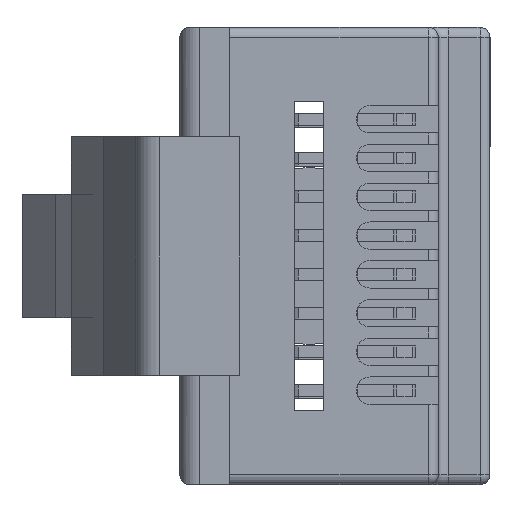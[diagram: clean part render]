
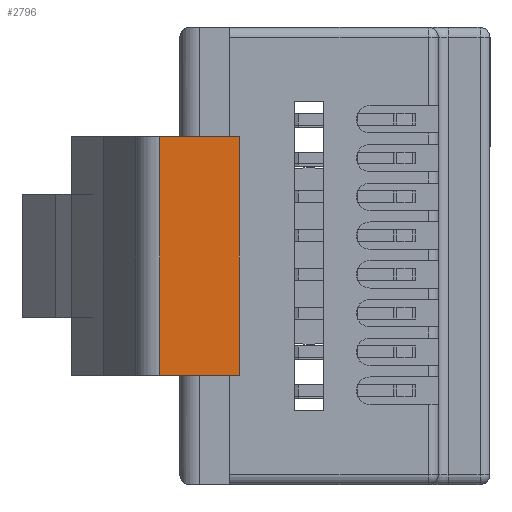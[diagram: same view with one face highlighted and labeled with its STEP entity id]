
A CAD part, left-side view. The second image highlights one B-rep face of the part: STEP entity #2796.
In plain terms, the highlighted face is planar.
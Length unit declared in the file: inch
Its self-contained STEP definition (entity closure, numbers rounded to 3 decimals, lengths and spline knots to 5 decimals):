
#37 = ORIENTED_EDGE ( 'NONE', *, *, #2672, .T. ) ;
#545 = LINE ( 'NONE', #2233, #6706 ) ;
#607 = DIRECTION ( 'NONE',  ( -1., 0., 0. ) ) ;
#960 = CARTESIAN_POINT ( 'NONE',  ( 0.12, 0.07, 0.885 ) ) ;
#1242 = CARTESIAN_POINT ( 'NONE',  ( -0.12, 0.15, 0.885 ) ) ;
#1288 = VERTEX_POINT ( 'NONE', #3832 ) ;
#1405 = VECTOR ( 'NONE', #607, 39.37008 ) ;
#1728 = ORIENTED_EDGE ( 'NONE', *, *, #6901, .F. ) ;
#2039 = CARTESIAN_POINT ( 'NONE',  ( -0.12, 0.15, 0.885 ) ) ;
#2077 = VERTEX_POINT ( 'NONE', #960 ) ;
#2233 = CARTESIAN_POINT ( 'NONE',  ( 0.12, 0.07, 0.885 ) ) ;
#2424 = CARTESIAN_POINT ( 'NONE',  ( -0.12, 0.175, 0.885 ) ) ;
#2672 = EDGE_CURVE ( 'NONE', #1288, #2938, #4580, .T. ) ;
#2796 = ADVANCED_FACE ( 'NONE', ( #7207 ), #4918, .F. ) ;
#2938 = VERTEX_POINT ( 'NONE', #1242 ) ;
#3043 = CARTESIAN_POINT ( 'NONE',  ( -0.12, 0.07, 0.885 ) ) ;
#3199 = VECTOR ( 'NONE', #3949, 39.37008 ) ;
#3252 = EDGE_CURVE ( 'NONE', #2938, #5830, #7465, .T. ) ;
#3307 = ORIENTED_EDGE ( 'NONE', *, *, #3252, .T. ) ;
#3399 = LINE ( 'NONE', #6937, #3199 ) ;
#3506 = EDGE_LOOP ( 'NONE', ( #4892, #37, #3307, #1728 ) ) ;
#3700 = AXIS2_PLACEMENT_3D ( 'NONE', #5141, #4817, #4791 ) ;
#3832 = CARTESIAN_POINT ( 'NONE',  ( 0.12, 0.15, 0.885 ) ) ;
#3949 = DIRECTION ( 'NONE',  ( 0., -1., 0. ) ) ;
#4188 = DIRECTION ( 'NONE',  ( 0., -1., 0. ) ) ;
#4281 = VECTOR ( 'NONE', #4188, 39.37008 ) ;
#4574 = EDGE_CURVE ( 'NONE', #1288, #2077, #3399, .T. ) ;
#4580 = LINE ( 'NONE', #2039, #1405 ) ;
#4791 = DIRECTION ( 'NONE',  ( -1., 0., 0. ) ) ;
#4817 = DIRECTION ( 'NONE',  ( 0., 0., -1. ) ) ;
#4892 = ORIENTED_EDGE ( 'NONE', *, *, #4574, .F. ) ;
#4918 = PLANE ( 'NONE',  #3700 ) ;
#5141 = CARTESIAN_POINT ( 'NONE',  ( 0.12, 0.175, 0.885 ) ) ;
#5830 = VERTEX_POINT ( 'NONE', #3043 ) ;
#6706 = VECTOR ( 'NONE', #7619, 39.37008 ) ;
#6901 = EDGE_CURVE ( 'NONE', #2077, #5830, #545, .T. ) ;
#6937 = CARTESIAN_POINT ( 'NONE',  ( 0.12, 0.175, 0.885 ) ) ;
#7207 = FACE_OUTER_BOUND ( 'NONE', #3506, .T. ) ;
#7465 = LINE ( 'NONE', #2424, #4281 ) ;
#7619 = DIRECTION ( 'NONE',  ( -1., 0., 0. ) ) ;
